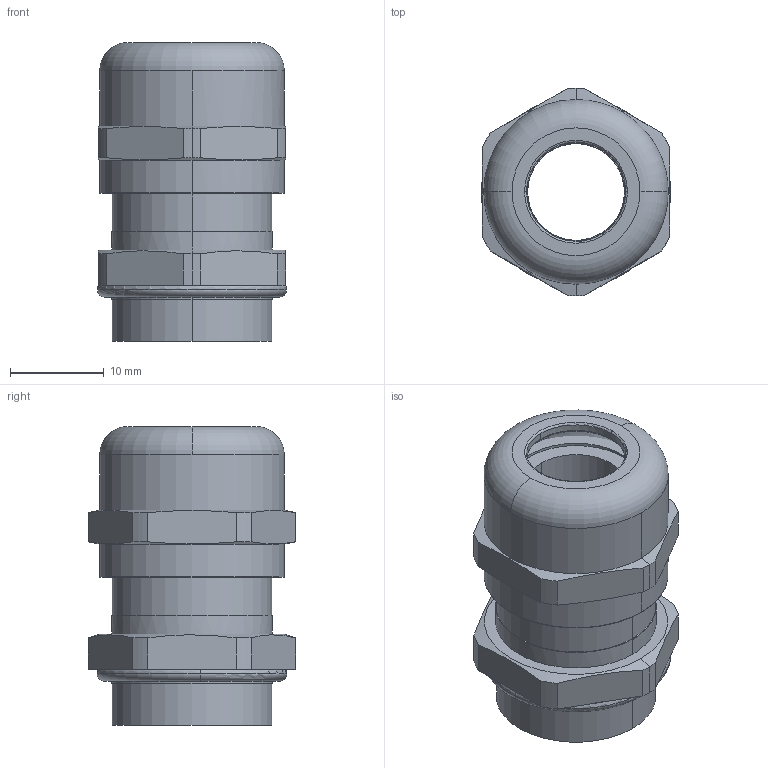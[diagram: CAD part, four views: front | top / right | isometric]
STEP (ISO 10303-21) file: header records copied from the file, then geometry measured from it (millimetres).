
FILE_DESCRIPTION(('CATIA V5R24 STEP','CAx-IF Rec.Pracs.--- Model Styling and Organization---1.2---2011-12-15'),'2;1');
FILE_NAME ('D1452857_0_1569080000_1569080000.stp','2018-03-28T05:44:44+00:00',('none'),('Weidmueller'),'CATIA Version 5-6 Release 2014 SP4 HF52','CATIA V5 STEP AP214','none');
FILE_SCHEMA(('AUTOMOTIVE_DESIGN { 1 0 10303 214 1 1 1 1 }'));
Length unit declared in the file: millimetre
Products named in the file (1): 65287_PG11
Bounding box: 20.15 x 22.12 x 31.85 mm (x, y, z)
Volume: 4408.5 mm3; surface area: 7313.8 mm2
Topology: 4 solids, 5 shells, 122 faces, 334 edges, 228 vertices
Faces by surface type: cylinder 56, plane 29, torus 24, cone 12, bspline 1
Entity records: 4482 total; most frequent: CARTESIAN_POINT 1455, ORIENTED_EDGE 668, DIRECTION 500, EDGE_CURVE 334, AXIS2_PLACEMENT_3D 301, VERTEX_POINT 228, CIRCLE 192, EDGE_LOOP 138
